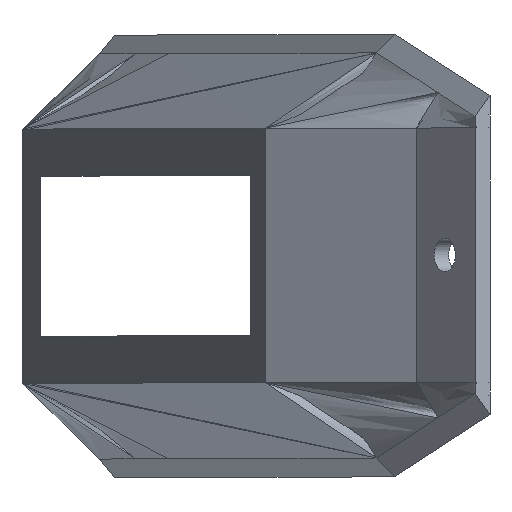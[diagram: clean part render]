
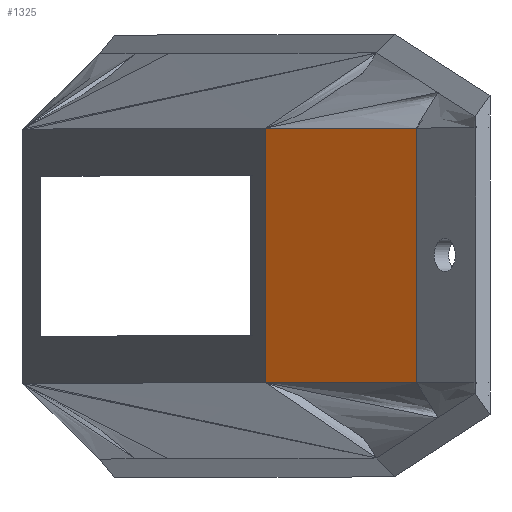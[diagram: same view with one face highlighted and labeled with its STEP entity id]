
A CAD part, top view. The second image highlights one B-rep face of the part: STEP entity #1325.
In plain terms, the highlighted planar face has unit normal (-0.53, 0, 0.848).
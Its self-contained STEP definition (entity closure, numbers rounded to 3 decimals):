
#182=FACE_OUTER_BOUND('',#266,.T.);
#266=EDGE_LOOP('',(#1195,#1196,#1197,#1198));
#301=LINE('',#1747,#452);
#391=LINE('',#2524,#542);
#421=LINE('',#3088,#572);
#422=LINE('',#3090,#573);
#452=VECTOR('',#1415,10.);
#542=VECTOR('',#1545,10.);
#572=VECTOR('',#1581,10.);
#573=VECTOR('',#1584,10.);
#591=VERTEX_POINT('',#1650);
#599=VERTEX_POINT('',#1746);
#660=VERTEX_POINT('',#2433);
#664=VERTEX_POINT('',#2522);
#711=EDGE_CURVE('',#599,#591,#301,.T.);
#820=EDGE_CURVE('',#664,#660,#391,.T.);
#861=EDGE_CURVE('',#591,#660,#421,.T.);
#862=EDGE_CURVE('',#599,#664,#422,.T.);
#1195=ORIENTED_EDGE('',*,*,#861,.T.);
#1196=ORIENTED_EDGE('',*,*,#820,.F.);
#1197=ORIENTED_EDGE('',*,*,#862,.F.);
#1198=ORIENTED_EDGE('',*,*,#711,.T.);
#1247=PLANE('',#1371);
#1325=ADVANCED_FACE('',(#182),#1247,.T.);
#1371=AXIS2_PLACEMENT_3D('',#3089,#1582,#1583);
#1415=DIRECTION('',(0.848,0.,0.53));
#1545=DIRECTION('',(0.848,0.,0.53));
#1581=DIRECTION('',(0.,1.,0.));
#1582=DIRECTION('center_axis',(-0.53,0.,0.848));
#1583=DIRECTION('ref_axis',(0.848,0.,0.53));
#1584=DIRECTION('',(0.,1.,0.));
#1650=CARTESIAN_POINT('',(25.474,-13.5,134.586));
#1746=CARTESIAN_POINT('',(9.429,-13.5,124.568));
#1747=CARTESIAN_POINT('',(9.429,-13.5,124.568));
#2433=CARTESIAN_POINT('',(25.474,13.5,134.586));
#2522=CARTESIAN_POINT('',(9.429,13.5,124.568));
#2524=CARTESIAN_POINT('',(9.429,13.5,124.568));
#3088=CARTESIAN_POINT('',(25.474,8.5,134.586));
#3089=CARTESIAN_POINT('Origin',(9.429,8.5,124.568));
#3090=CARTESIAN_POINT('',(9.429,8.5,124.568));
